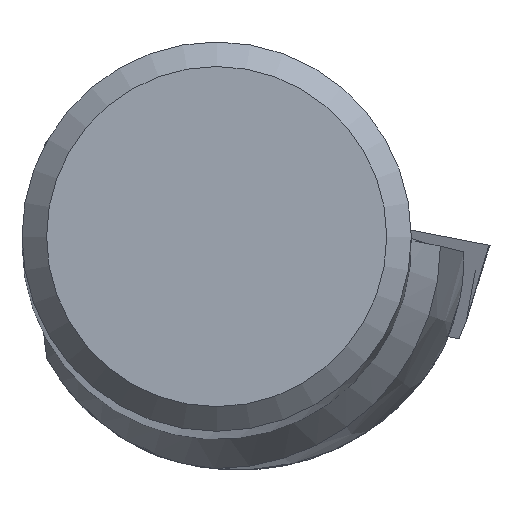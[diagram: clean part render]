
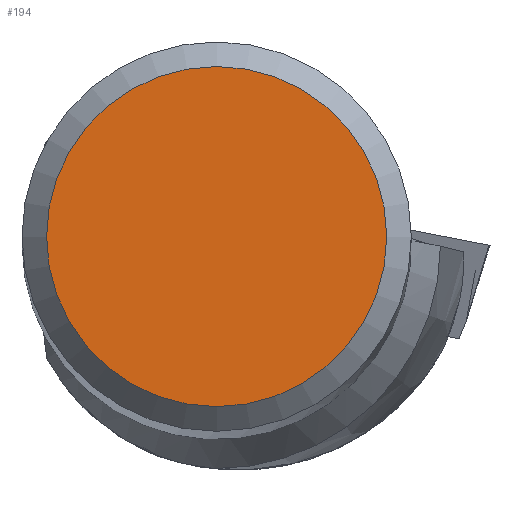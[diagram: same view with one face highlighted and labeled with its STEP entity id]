
A CAD part, top view. The second image highlights one B-rep face of the part: STEP entity #194.
In plain terms, the highlighted planar face has unit normal (0, 0, 1).
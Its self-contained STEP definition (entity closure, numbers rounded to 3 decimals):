
#160=FACE_OUTER_BOUND('',#357,.T.);
#194=ADVANCED_FACE('',(#160),#216,.T.);
#216=PLANE('',#830);
#357=EDGE_LOOP('',(#486));
#486=ORIENTED_EDGE('',*,*,#671,.F.);
#594=VERTEX_POINT('',#1326);
#671=EDGE_CURVE('',#594,#594,#709,.T.);
#709=CIRCLE('',#828,3.463);
#828=AXIS2_PLACEMENT_3D('',#1325,#977,#978);
#830=AXIS2_PLACEMENT_3D('',#1328,#981,#982);
#977=DIRECTION('',(0.,0.,-1.));
#978=DIRECTION('',(-1.,0.,0.));
#981=DIRECTION('',(0.,0.,1.));
#982=DIRECTION('',(-1.,0.,0.));
#1325=CARTESIAN_POINT('',(0.,0.,0.));
#1326=CARTESIAN_POINT('',(-3.463,0.,0.));
#1328=CARTESIAN_POINT('',(0.,0.,0.));
